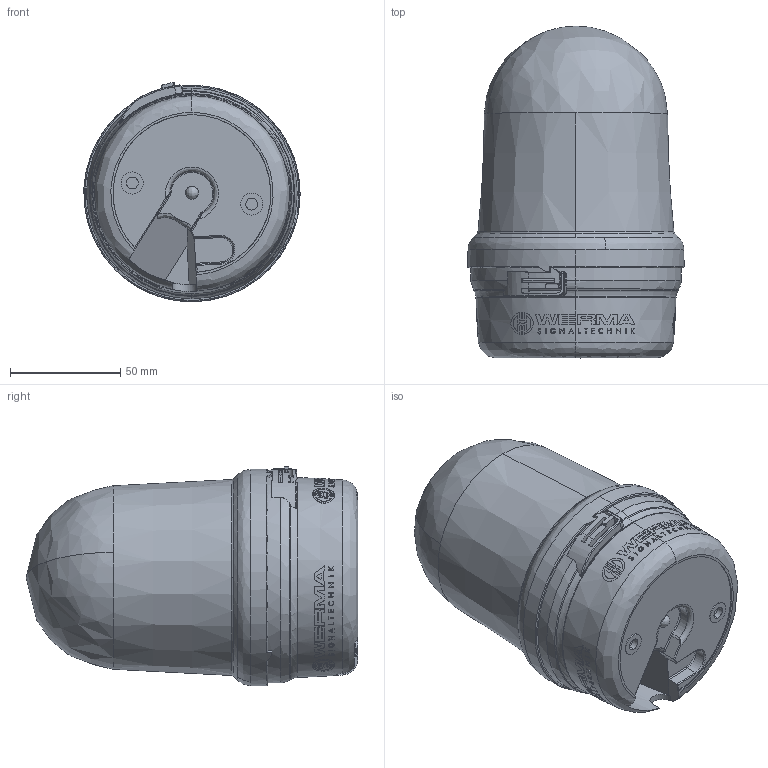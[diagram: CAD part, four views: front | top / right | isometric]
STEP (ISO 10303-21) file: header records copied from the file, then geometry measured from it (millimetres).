
FILE_DESCRIPTION (( 'STEP AP214' ), '1' );
FILE_NAME ('88550075.step', '2016-03-10T22:13:08', ( '' ), ( '' ), 'SwSTEP 2.0', 'SolidWorks 2015', '' );
FILE_SCHEMA (( 'AUTOMOTIVE_DESIGN' ));
Length unit declared in the file: inch
Products named in the file (1): 88550075
Bounding box: 97.96 x 150.4 x 99.37 mm (x, y, z)
Volume: 811258.4 mm3; surface area: 52967.6 mm2
Topology: 1 solids, 7 shells, 969 faces, 2587 edges, 1707 vertices
Faces by surface type: plane 586, cylinder 238, cone 87, bspline 47, torus 11
Entity records: 36195 total; most frequent: CARTESIAN_POINT 13496, ORIENTED_EDGE 5166, DIRECTION 3981, EDGE_CURVE 2583, VERTEX_POINT 1707, AXIS2_PLACEMENT_3D 1517, EDGE_LOOP 1048, FACE_OUTER_BOUND 969
